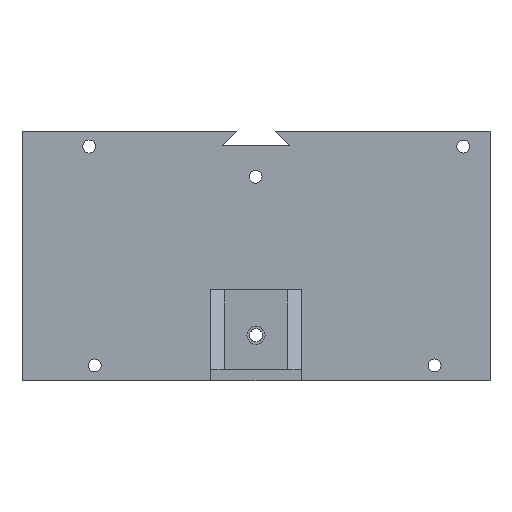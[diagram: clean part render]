
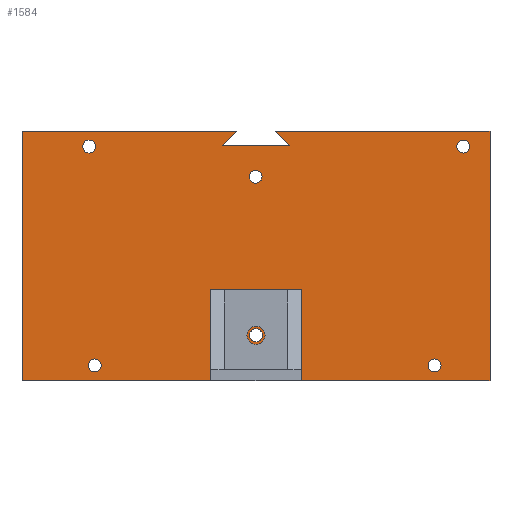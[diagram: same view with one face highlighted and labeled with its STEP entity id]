
A CAD part, front view. The second image highlights one B-rep face of the part: STEP entity #1584.
In plain terms, the highlighted planar face has unit normal (0, -1, 0).
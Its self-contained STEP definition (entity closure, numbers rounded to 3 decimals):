
#26=FACE_BOUND('',#234,.T.);
#27=FACE_BOUND('',#235,.T.);
#28=FACE_BOUND('',#236,.T.);
#29=FACE_BOUND('',#237,.T.);
#30=FACE_BOUND('',#238,.T.);
#31=FACE_BOUND('',#239,.T.);
#64=PLANE('',#1708);
#139=FACE_OUTER_BOUND('',#233,.T.);
#233=EDGE_LOOP('',(#1239,#1240,#1241,#1242,#1243,#1244,#1245,#1246,#1247,
#1248,#1249,#1250));
#234=EDGE_LOOP('',(#1251));
#235=EDGE_LOOP('',(#1252));
#236=EDGE_LOOP('',(#1253));
#237=EDGE_LOOP('',(#1254));
#238=EDGE_LOOP('',(#1255));
#239=EDGE_LOOP('',(#1256));
#332=LINE('',#2344,#515);
#335=LINE('',#2349,#518);
#337=LINE('',#2353,#520);
#339=LINE('',#2358,#522);
#342=LINE('',#2363,#525);
#344=LINE('',#2367,#527);
#347=LINE('',#2372,#530);
#348=LINE('',#2375,#531);
#350=LINE('',#2379,#533);
#377=LINE('',#2440,#560);
#378=LINE('',#2442,#561);
#379=LINE('',#2443,#562);
#515=VECTOR('',#1882,10.);
#518=VECTOR('',#1887,10.);
#520=VECTOR('',#1891,10.);
#522=VECTOR('',#1895,10.);
#525=VECTOR('',#1900,10.);
#527=VECTOR('',#1904,10.);
#530=VECTOR('',#1909,10.);
#531=VECTOR('',#1912,10.);
#533=VECTOR('',#1916,10.);
#560=VECTOR('',#1975,10.);
#561=VECTOR('',#1976,10.);
#562=VECTOR('',#1977,10.);
#667=CIRCLE('',#1659,1.425);
#671=CIRCLE('',#1666,1.425);
#688=CIRCLE('',#1709,1.425);
#689=CIRCLE('',#1710,1.425);
#690=CIRCLE('',#1711,1.425);
#691=CIRCLE('',#1712,1.425);
#711=VERTEX_POINT('',#2236);
#715=VERTEX_POINT('',#2249);
#758=VERTEX_POINT('',#2342);
#759=VERTEX_POINT('',#2343);
#760=VERTEX_POINT('',#2348);
#761=VERTEX_POINT('',#2352);
#762=VERTEX_POINT('',#2356);
#763=VERTEX_POINT('',#2357);
#764=VERTEX_POINT('',#2362);
#765=VERTEX_POINT('',#2366);
#766=VERTEX_POINT('',#2370);
#767=VERTEX_POINT('',#2374);
#768=VERTEX_POINT('',#2378);
#787=VERTEX_POINT('',#2441);
#788=VERTEX_POINT('',#2444);
#789=VERTEX_POINT('',#2446);
#790=VERTEX_POINT('',#2448);
#791=VERTEX_POINT('',#2450);
#862=EDGE_CURVE('',#711,#711,#667,.T.);
#868=EDGE_CURVE('',#715,#715,#671,.T.);
#912=EDGE_CURVE('',#758,#759,#332,.T.);
#915=EDGE_CURVE('',#759,#760,#335,.T.);
#917=EDGE_CURVE('',#760,#761,#337,.T.);
#919=EDGE_CURVE('',#762,#763,#339,.T.);
#922=EDGE_CURVE('',#763,#764,#342,.T.);
#924=EDGE_CURVE('',#764,#765,#344,.T.);
#927=EDGE_CURVE('',#766,#761,#347,.T.);
#928=EDGE_CURVE('',#758,#767,#348,.T.);
#930=EDGE_CURVE('',#762,#768,#350,.T.);
#961=EDGE_CURVE('',#768,#766,#377,.T.);
#962=EDGE_CURVE('',#787,#765,#378,.T.);
#963=EDGE_CURVE('',#767,#787,#379,.T.);
#964=EDGE_CURVE('',#788,#788,#688,.T.);
#965=EDGE_CURVE('',#789,#789,#689,.T.);
#966=EDGE_CURVE('',#790,#790,#690,.T.);
#967=EDGE_CURVE('',#791,#791,#691,.T.);
#1239=ORIENTED_EDGE('',*,*,#917,.T.);
#1240=ORIENTED_EDGE('',*,*,#927,.F.);
#1241=ORIENTED_EDGE('',*,*,#961,.F.);
#1242=ORIENTED_EDGE('',*,*,#930,.F.);
#1243=ORIENTED_EDGE('',*,*,#919,.T.);
#1244=ORIENTED_EDGE('',*,*,#922,.T.);
#1245=ORIENTED_EDGE('',*,*,#924,.T.);
#1246=ORIENTED_EDGE('',*,*,#962,.F.);
#1247=ORIENTED_EDGE('',*,*,#963,.F.);
#1248=ORIENTED_EDGE('',*,*,#928,.F.);
#1249=ORIENTED_EDGE('',*,*,#912,.T.);
#1250=ORIENTED_EDGE('',*,*,#915,.T.);
#1251=ORIENTED_EDGE('',*,*,#862,.T.);
#1252=ORIENTED_EDGE('',*,*,#868,.T.);
#1253=ORIENTED_EDGE('',*,*,#964,.F.);
#1254=ORIENTED_EDGE('',*,*,#965,.F.);
#1255=ORIENTED_EDGE('',*,*,#966,.F.);
#1256=ORIENTED_EDGE('',*,*,#967,.F.);
#1584=ADVANCED_FACE('',(#139,#26,#27,#28,#29,#30,#31),#64,.F.);
#1659=AXIS2_PLACEMENT_3D('',#2237,#1797,#1798);
#1666=AXIS2_PLACEMENT_3D('',#2250,#1813,#1814);
#1708=AXIS2_PLACEMENT_3D('',#2439,#1973,#1974);
#1709=AXIS2_PLACEMENT_3D('',#2445,#1978,#1979);
#1710=AXIS2_PLACEMENT_3D('',#2447,#1980,#1981);
#1711=AXIS2_PLACEMENT_3D('',#2449,#1982,#1983);
#1712=AXIS2_PLACEMENT_3D('',#2451,#1984,#1985);
#1797=DIRECTION('center_axis',(0.,1.,0.));
#1798=DIRECTION('ref_axis',(-1.,0.,0.));
#1813=DIRECTION('center_axis',(0.,1.,0.));
#1814=DIRECTION('ref_axis',(-1.,0.,0.));
#1882=DIRECTION('',(0.707,0.,-0.707));
#1887=DIRECTION('',(-1.,0.,0.));
#1891=DIRECTION('',(0.707,0.,0.707));
#1895=DIRECTION('',(-0.707,0.,0.707));
#1900=DIRECTION('',(1.,0.,0.));
#1904=DIRECTION('',(-0.707,0.,-0.707));
#1909=DIRECTION('',(1.,0.,0.));
#1912=DIRECTION('',(1.,0.,0.));
#1916=DIRECTION('',(-1.,0.,0.));
#1973=DIRECTION('center_axis',(0.,1.,0.));
#1974=DIRECTION('ref_axis',(1.,0.,0.));
#1975=DIRECTION('',(0.,0.,1.));
#1976=DIRECTION('',(-1.,0.,0.));
#1977=DIRECTION('',(0.,0.,-1.));
#1978=DIRECTION('center_axis',(0.,-1.,0.));
#1979=DIRECTION('ref_axis',(1.,0.,0.));
#1980=DIRECTION('center_axis',(0.,-1.,0.));
#1981=DIRECTION('ref_axis',(1.,0.,0.));
#1982=DIRECTION('center_axis',(0.,-1.,0.));
#1983=DIRECTION('ref_axis',(1.,0.,0.));
#1984=DIRECTION('center_axis',(0.,-1.,0.));
#1985=DIRECTION('ref_axis',(1.,0.,0.));
#2236=CARTESIAN_POINT('',(52.225,0.,-44.14));
#2237=CARTESIAN_POINT('Origin',(50.8,0.,-44.14));
#2249=CARTESIAN_POINT('',(52.142,0.,-9.2));
#2250=CARTESIAN_POINT('Origin',(50.717,0.,-9.2));
#2342=CARTESIAN_POINT('',(55.083,0.,0.8));
#2343=CARTESIAN_POINT('',(58.283,0.,-2.4));
#2344=CARTESIAN_POINT('',(62.48,0.,-6.597));
#2348=CARTESIAN_POINT('',(43.317,0.,-2.4));
#2349=CARTESIAN_POINT('',(47.059,0.,-2.4));
#2352=CARTESIAN_POINT('',(46.517,0.,0.8));
#2353=CARTESIAN_POINT('',(40.72,0.,-4.997));
#2356=CARTESIAN_POINT('',(46.517,0.,-54.14));
#2357=CARTESIAN_POINT('',(43.317,0.,-50.94));
#2358=CARTESIAN_POINT('',(39.12,0.,-46.743));
#2362=CARTESIAN_POINT('',(58.283,0.,-50.94));
#2363=CARTESIAN_POINT('',(54.541,0.,-50.94));
#2366=CARTESIAN_POINT('',(55.083,0.,-54.14));
#2367=CARTESIAN_POINT('',(60.88,0.,-48.343));
#2370=CARTESIAN_POINT('',(-0.8,0.,0.8));
#2372=CARTESIAN_POINT('',(-0.8,0.,0.8));
#2374=CARTESIAN_POINT('',(102.4,0.,0.8));
#2375=CARTESIAN_POINT('',(-0.8,0.,0.8));
#2378=CARTESIAN_POINT('',(-0.8,0.,-54.14));
#2379=CARTESIAN_POINT('',(102.4,0.,-54.14));
#2439=CARTESIAN_POINT('Origin',(50.8,0.,-26.67));
#2440=CARTESIAN_POINT('',(-0.8,0.,-54.14));
#2441=CARTESIAN_POINT('',(102.4,0.,-54.14));
#2442=CARTESIAN_POINT('',(102.4,0.,-54.14));
#2443=CARTESIAN_POINT('',(102.4,0.,0.8));
#2444=CARTESIAN_POINT('',(88.745,0.,-50.8));
#2445=CARTESIAN_POINT('Origin',(90.17,0.,-50.8));
#2446=CARTESIAN_POINT('',(13.815,0.,-50.8));
#2447=CARTESIAN_POINT('Origin',(15.24,0.,-50.8));
#2448=CARTESIAN_POINT('',(95.095,0.,-2.54));
#2449=CARTESIAN_POINT('Origin',(96.52,0.,-2.54));
#2450=CARTESIAN_POINT('',(12.575,0.,-2.54));
#2451=CARTESIAN_POINT('Origin',(14.,0.,-2.54));
